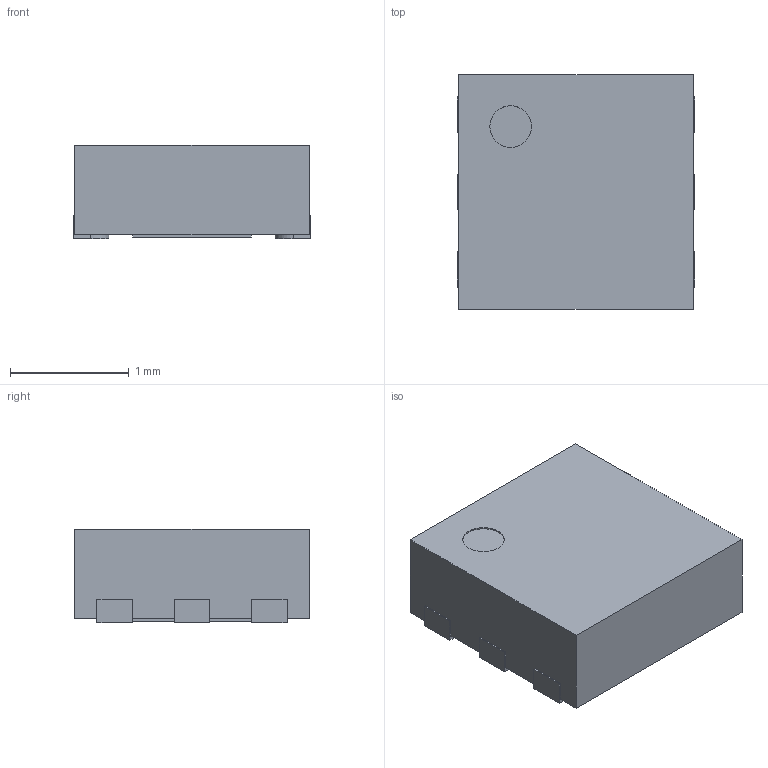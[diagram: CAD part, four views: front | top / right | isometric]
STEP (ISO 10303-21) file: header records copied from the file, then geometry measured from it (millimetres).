
FILE_DESCRIPTION(('FreeCAD Model'),'2;1');
FILE_NAME('dfn6_2x2_p065.step','2016-10-11T17:10:40',( 'Author'),(''),'Open CASCADE STEP processor 6.8','FreeCAD','Unknown' );
FILE_SCHEMA(('AUTOMOTIVE_DESIGN_CC2 { 1 2 10303 214 -1 1 5 4 }'));
Length unit declared in the file: millimetre
Products named in the file (2): ASSEMBLY; dfn6_2x2_p065
Assembly tree (1 placements, depth 2):
  ASSEMBLY
    dfn6_2x2_p065
Bounding box: 2 x 1.98 x 0.79 mm (x, y, z)
Volume: 3 mm3; surface area: 14.2 mm2
Topology: 1 solids, 1 shells, 50 faces, 138 edges, 92 vertices
Faces by surface type: plane 43, cylinder 7
Full cylindrical faces by diameter (mm): 0.35 x1
Entity records: 3756 total; most frequent: CARTESIAN_POINT 671, DIRECTION 484, LINE 351, VECTOR 351, ORIENTED_EDGE 276, PCURVE 276, DEFINITIONAL_REPRESENTATION 276, EDGE_CURVE 138
